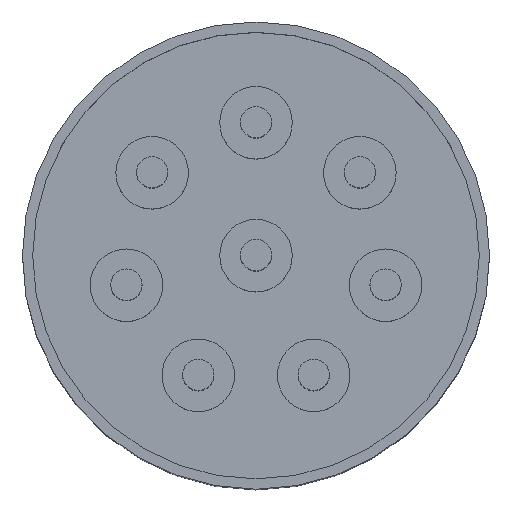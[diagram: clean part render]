
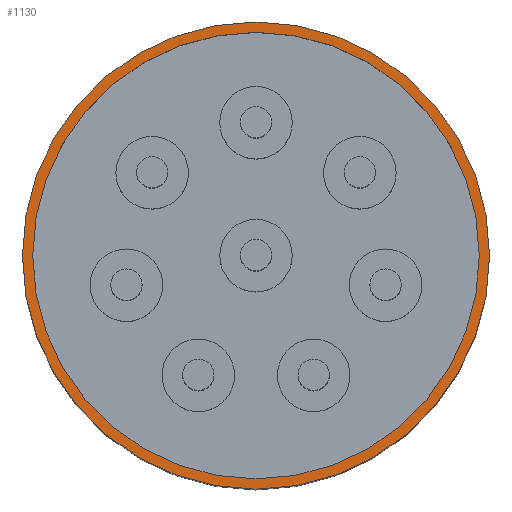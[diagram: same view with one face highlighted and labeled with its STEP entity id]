
A CAD part, top view. The second image highlights one B-rep face of the part: STEP entity #1130.
In plain terms, the highlighted planar face has unit normal (0, 0, 1).
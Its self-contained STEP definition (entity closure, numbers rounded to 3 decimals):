
#153 = ORIENTED_EDGE ( 'NONE', *, *, #6682, .T. ) ;
#332 = DIRECTION ( 'NONE',  ( -1., 0., 0. ) ) ;
#368 = VERTEX_POINT ( 'NONE', #5282 ) ;
#375 = FACE_OUTER_BOUND ( 'NONE', #7909, .T. ) ;
#721 = CIRCLE ( 'NONE', #5190, 9.068 ) ;
#1107 = EDGE_CURVE ( 'NONE', #8653, #3281, #4006, .T. ) ;
#1130 = ADVANCED_FACE ( 'NONE', ( #6943, #375 ), #5057, .T. ) ;
#1507 = EDGE_CURVE ( 'NONE', #3388, #368, #5975, .T. ) ;
#1754 = ORIENTED_EDGE ( 'NONE', *, *, #1107, .F. ) ;
#1783 = CARTESIAN_POINT ( 'NONE',  ( 0., 0., 19.05 ) ) ;
#1808 = CARTESIAN_POINT ( 'NONE',  ( 9.487, 0., 19.05 ) ) ;
#2177 = CARTESIAN_POINT ( 'NONE',  ( 0., 0., 19.05 ) ) ;
#2476 = DIRECTION ( 'NONE',  ( 1., 0., 0. ) ) ;
#2509 = CARTESIAN_POINT ( 'NONE',  ( -9.487, 0., 19.05 ) ) ;
#2861 = DIRECTION ( 'NONE',  ( 1., 0., 0. ) ) ;
#3073 = DIRECTION ( 'NONE',  ( 0., 0., 1. ) ) ;
#3209 = AXIS2_PLACEMENT_3D ( 'NONE', #7970, #3944, #8650 ) ;
#3281 = VERTEX_POINT ( 'NONE', #1808 ) ;
#3388 = VERTEX_POINT ( 'NONE', #3544 ) ;
#3544 = CARTESIAN_POINT ( 'NONE',  ( 9.068, 0., 19.05 ) ) ;
#3611 = ORIENTED_EDGE ( 'NONE', *, *, #3754, .F. ) ;
#3754 = EDGE_CURVE ( 'NONE', #3281, #8653, #4796, .T. ) ;
#3944 = DIRECTION ( 'NONE',  ( 0., 0., -1. ) ) ;
#4006 = CIRCLE ( 'NONE', #7350, 9.487 ) ;
#4393 = DIRECTION ( 'NONE',  ( 0., 0., -1. ) ) ;
#4412 = AXIS2_PLACEMENT_3D ( 'NONE', #1783, #6506, #2476 ) ;
#4730 = EDGE_LOOP ( 'NONE', ( #7762, #153 ) ) ;
#4796 = CIRCLE ( 'NONE', #3209, 9.487 ) ;
#5057 = PLANE ( 'NONE',  #8695 ) ;
#5190 = AXIS2_PLACEMENT_3D ( 'NONE', #2177, #6895, #2861 ) ;
#5282 = CARTESIAN_POINT ( 'NONE',  ( -9.068, 0., 19.05 ) ) ;
#5975 = CIRCLE ( 'NONE', #4412, 9.068 ) ;
#6506 = DIRECTION ( 'NONE',  ( 0., 0., -1. ) ) ;
#6682 = EDGE_CURVE ( 'NONE', #368, #3388, #721, .T. ) ;
#6895 = DIRECTION ( 'NONE',  ( 0., 0., -1. ) ) ;
#6943 = FACE_BOUND ( 'NONE', #4730, .T. ) ;
#7107 = CARTESIAN_POINT ( 'NONE',  ( 0., 0., 19.05 ) ) ;
#7350 = AXIS2_PLACEMENT_3D ( 'NONE', #8427, #4393, #332 ) ;
#7762 = ORIENTED_EDGE ( 'NONE', *, *, #1507, .T. ) ;
#7788 = DIRECTION ( 'NONE',  ( 1., 0., 0. ) ) ;
#7909 = EDGE_LOOP ( 'NONE', ( #1754, #3611 ) ) ;
#7970 = CARTESIAN_POINT ( 'NONE',  ( 0., 0., 19.05 ) ) ;
#8427 = CARTESIAN_POINT ( 'NONE',  ( 0., 0., 19.05 ) ) ;
#8650 = DIRECTION ( 'NONE',  ( -1., 0., 0. ) ) ;
#8653 = VERTEX_POINT ( 'NONE', #2509 ) ;
#8695 = AXIS2_PLACEMENT_3D ( 'NONE', #7107, #3073, #7788 ) ;
